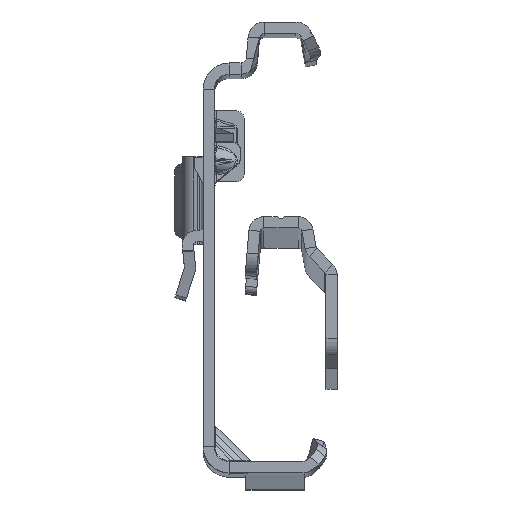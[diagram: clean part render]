
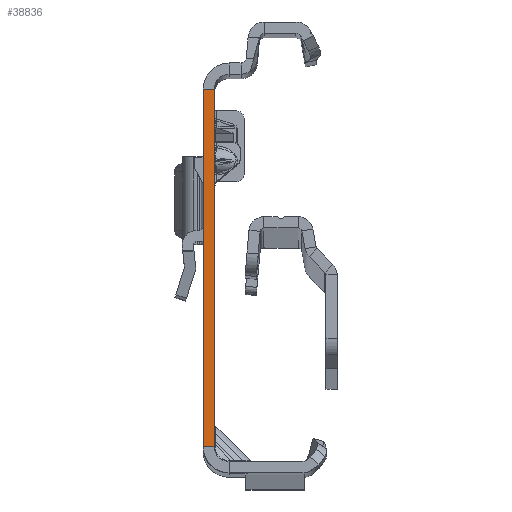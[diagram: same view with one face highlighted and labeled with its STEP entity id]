
A CAD part, top view. The second image highlights one B-rep face of the part: STEP entity #38836.
In plain terms, the highlighted planar face has unit normal (0, 0, 1).
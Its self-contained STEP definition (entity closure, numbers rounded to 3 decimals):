
#184 = VERTEX_POINT ( 'NONE', #41381 ) ;
#633 = ORIENTED_EDGE ( 'NONE', *, *, #5200, .F. ) ;
#1989 = CARTESIAN_POINT ( 'NONE',  ( -1.5, 22.135, 0. ) ) ;
#4425 = EDGE_LOOP ( 'NONE', ( #633, #22963, #27026, #10975 ) ) ;
#5200 = EDGE_CURVE ( 'NONE', #184, #37498, #41339, .T. ) ;
#5619 = LINE ( 'NONE', #20465, #8841 ) ;
#6372 = DIRECTION ( 'NONE',  ( 1., 0., 0. ) ) ;
#8124 = CARTESIAN_POINT ( 'NONE',  ( -1.5, -27.865, 0. ) ) ;
#8351 = VECTOR ( 'NONE', #13771, 1000. ) ;
#8841 = VECTOR ( 'NONE', #35357, 1000. ) ;
#10278 = EDGE_CURVE ( 'NONE', #38171, #18182, #41490, .T. ) ;
#10975 = ORIENTED_EDGE ( 'NONE', *, *, #27555, .F. ) ;
#11146 = VECTOR ( 'NONE', #22951, 1000. ) ;
#13771 = DIRECTION ( 'NONE',  ( -1., 0., 0. ) ) ;
#17539 = CARTESIAN_POINT ( 'NONE',  ( -1.5, -25.865, 0. ) ) ;
#18182 = VERTEX_POINT ( 'NONE', #17539 ) ;
#20465 = CARTESIAN_POINT ( 'NONE',  ( 0., -25.865, 0. ) ) ;
#22951 = DIRECTION ( 'NONE',  ( 0., -1., 0. ) ) ;
#22963 = ORIENTED_EDGE ( 'NONE', *, *, #30616, .T. ) ;
#24852 = PLANE ( 'NONE',  #35149 ) ;
#27026 = ORIENTED_EDGE ( 'NONE', *, *, #10278, .T. ) ;
#27555 = EDGE_CURVE ( 'NONE', #37498, #18182, #5619, .T. ) ;
#29632 = CARTESIAN_POINT ( 'NONE',  ( 0., -27.865, 0. ) ) ;
#30092 = DIRECTION ( 'NONE',  ( 0., -1., 0. ) ) ;
#30616 = EDGE_CURVE ( 'NONE', #184, #38171, #43029, .T. ) ;
#32707 = VECTOR ( 'NONE', #30092, 1000. ) ;
#35149 = AXIS2_PLACEMENT_3D ( 'NONE', #43378, #39760, #6372 ) ;
#35357 = DIRECTION ( 'NONE',  ( -1., 0., 0. ) ) ;
#36694 = CARTESIAN_POINT ( 'NONE',  ( 0., 22.135, 0. ) ) ;
#37498 = VERTEX_POINT ( 'NONE', #42996 ) ;
#38171 = VERTEX_POINT ( 'NONE', #1989 ) ;
#38836 = ADVANCED_FACE ( 'NONE', ( #40242 ), #24852, .T. ) ;
#39760 = DIRECTION ( 'NONE',  ( 0., 0., 1. ) ) ;
#40242 = FACE_OUTER_BOUND ( 'NONE', #4425, .T. ) ;
#41339 = LINE ( 'NONE', #29632, #32707 ) ;
#41381 = CARTESIAN_POINT ( 'NONE',  ( 0., 22.135, 0. ) ) ;
#41490 = LINE ( 'NONE', #8124, #11146 ) ;
#42996 = CARTESIAN_POINT ( 'NONE',  ( 0., -25.865, 0. ) ) ;
#43029 = LINE ( 'NONE', #36694, #8351 ) ;
#43378 = CARTESIAN_POINT ( 'NONE',  ( -1.5, -27.865, 0. ) ) ;
